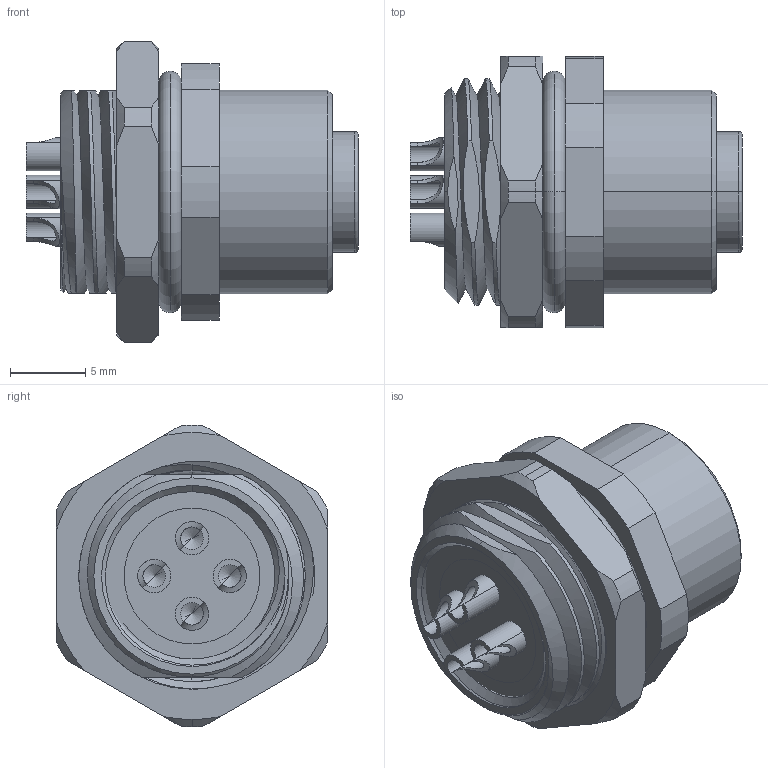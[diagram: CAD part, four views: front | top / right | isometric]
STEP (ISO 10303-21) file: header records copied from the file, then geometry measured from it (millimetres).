
FILE_DESCRIPTION (( 'STEP AP203' ), '1' );
FILE_NAME ('54-00450.STEP', '2025-03-14T01:52:00', ( '' ), ( '' ), 'SwSTEP 2.0', 'SolidWorks 2021', '' );
FILE_SCHEMA (( 'CONFIG_CONTROL_DESIGN' ));
Length unit declared in the file: millimetre
Products named in the file (7): 54-00450-05___; 54-00450-01___; 54-00450-02___; 54-00450-06___; 54-00450; 54-00450-04___; 54-00450-03___
Assembly tree (9 placements, depth 2):
  54-00450
    54-00450-01___
    54-00450-02___
    54-00450-04___
    54-00450-05___
    54-00450-06___
    54-00450-03___  x4
Bounding box: 22 x 18 x 20 mm (x, y, z)
Volume: 2716.2 mm3; surface area: 5976.3 mm2
Topology: 10 solids, 10 shells, 338 faces, 864 edges, 545 vertices
Faces by surface type: cylinder 145, plane 109, cone 49, torus 26, bspline 9
Entity records: 11388 total; most frequent: CARTESIAN_POINT 4876, ORIENTED_EDGE 1252, DIRECTION 1156, EDGE_CURVE 626, AXIS2_PLACEMENT_3D 454, VERTEX_POINT 407, EDGE_LOOP 269, VECTOR 248
